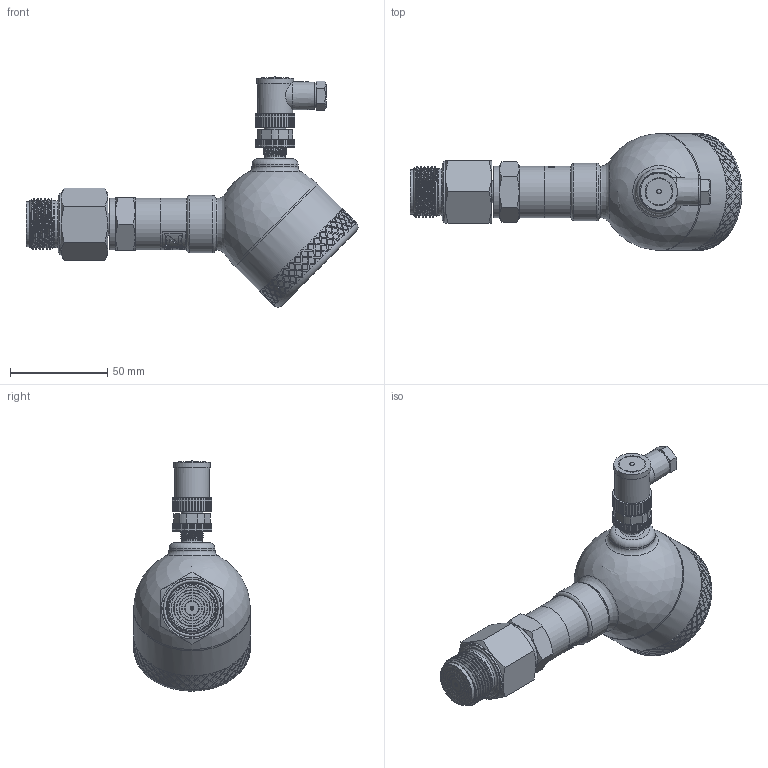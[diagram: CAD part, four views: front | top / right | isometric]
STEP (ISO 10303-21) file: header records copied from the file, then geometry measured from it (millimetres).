
FILE_DESCRIPTION(/* description */ (''),/* implementation_level */ '2;1');
FILE_NAME(/* name */ 'APZ3420mFH_G3''4DIN-flush_2_display.step',/* time_stamp */ '2021-07-07T16:17:47+03:00',/* author */ (''),/* organization */ (''),/* preprocessor_version */ 'ST-DEVELOPER v18.1',/* originating_system */ 'Autodesk Translation Framework v10.9.0.1377',/* authorisation */ '');
FILE_SCHEMA (('AUTOMOTIVE_DESIGN { 1 0 10303 214 3 1 1 }'));
Length unit declared in the file: millimetre
Products named in the file (9): АПЗ420М-полевойкорпус-
заполненный; Заполненный полевой 
корпус v13; Cover for display; Display; Main body; M12x1 adapter; M12x1 female angular v10; G1\4EN; G3'4DIN diaphragm 23 v6 (1)
Assembly tree (7 placements, depth 3):
  АПЗ420М-полевойкорпус-
заполненный
    Заполненный полевой 
корпус v13
      Cover for display
      Display
      Main body
      M12x1 adapter
      M12x1 female angular v10
    G1\4EN
  G3'4DIN diaphragm 23 v6 (1)
Bounding box: 170.38 x 60.1 x 118.16 mm (x, y, z)
Volume: 257392.7 mm3; surface area: 57585 mm2
Topology: 18 solids, 18 shells, 1899 faces, 4785 edges, 3148 vertices
Faces by surface type: bspline 984, cylinder 540, plane 309, cone 33, torus 31, sphere 2
Full cylindrical faces by diameter (mm): 1 x4, 2 x1, 3.3 x1, 4 x1, 5 x7, 7 x1, 8 x2, 9.3 x1, 9.471 x2, 9.5 x2, 10.5 x2, 10.741 x7, 11 x1, 11.035 x4, 11.156 x1, 11.445 x4, 11.884 x6, 12.152 x4, 13 x1, 13.157 x9, 18 x1, 19 x1, 19.7 x1, 21.6 x1, 21.767 x1, 22.4 x1, 23 x1, 23.6 x1, 24 x1, 24.117 x6
Entity records: 87217 total; most frequent: CARTESIAN_POINT 48945, ORIENTED_EDGE 9566, EDGE_CURVE 4783, DIRECTION 4712, VERTEX_POINT 3148, B_SPLINE_CURVE_WITH_KNOTS 2773, EDGE_LOOP 2165, FACE_OUTER_BOUND 1899
